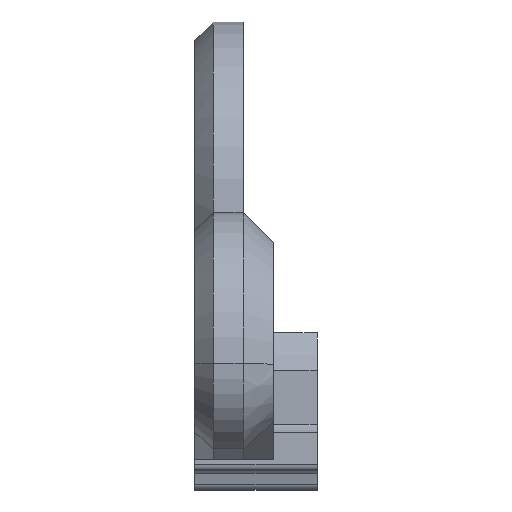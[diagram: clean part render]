
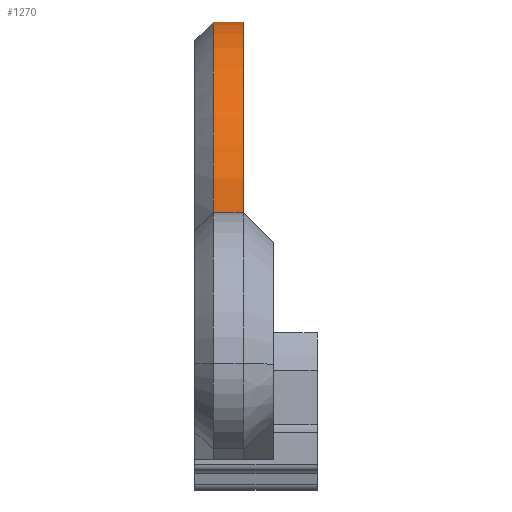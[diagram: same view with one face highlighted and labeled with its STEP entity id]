
A CAD part, front view. The second image highlights one B-rep face of the part: STEP entity #1270.
In plain terms, the highlighted cylindrical face has radius 8.25 mm (diameter 16.5 mm), a partial arc.
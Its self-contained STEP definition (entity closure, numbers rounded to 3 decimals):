
#24=CYLINDRICAL_SURFACE('',#1385,8.25);
#104=FACE_OUTER_BOUND('',#177,.T.);
#177=EDGE_LOOP('',(#999,#1000,#1001,#1002));
#270=CIRCLE('',#1378,8.25);
#271=CIRCLE('',#1386,8.25);
#351=LINE('',#2066,#472);
#354=LINE('',#2074,#475);
#472=VECTOR('',#1638,10.);
#475=VECTOR('',#1649,10.);
#553=VERTEX_POINT('',#1904);
#620=VERTEX_POINT('',#2052);
#621=VERTEX_POINT('',#2054);
#622=VERTEX_POINT('',#2072);
#758=EDGE_CURVE('',#621,#620,#270,.T.);
#762=EDGE_CURVE('',#553,#621,#351,.T.);
#765=EDGE_CURVE('',#622,#553,#271,.T.);
#766=EDGE_CURVE('',#622,#620,#354,.T.);
#999=ORIENTED_EDGE('',*,*,#758,.F.);
#1000=ORIENTED_EDGE('',*,*,#762,.F.);
#1001=ORIENTED_EDGE('',*,*,#765,.F.);
#1002=ORIENTED_EDGE('',*,*,#766,.T.);
#1270=ADVANCED_FACE('',(#104),#24,.T.);
#1378=AXIS2_PLACEMENT_3D('',#2058,#1625,#1626);
#1385=AXIS2_PLACEMENT_3D('',#2071,#1645,#1646);
#1386=AXIS2_PLACEMENT_3D('',#2073,#1647,#1648);
#1625=DIRECTION('center_axis',(-1.,0.,0.));
#1626=DIRECTION('ref_axis',(0.,1.,0.));
#1638=DIRECTION('',(-1.,0.,0.));
#1645=DIRECTION('center_axis',(1.,0.,0.));
#1646=DIRECTION('ref_axis',(0.,0.336,0.942));
#1647=DIRECTION('center_axis',(1.,0.,0.));
#1648=DIRECTION('ref_axis',(0.,-1.,0.));
#1649=DIRECTION('',(-1.,0.,0.));
#1904=CARTESIAN_POINT('',(-12.5,22.405,27.297));
#2052=CARTESIAN_POINT('',(-13.8,37.041,22.074));
#2054=CARTESIAN_POINT('',(-13.8,22.405,27.297));
#2058=CARTESIAN_POINT('Origin',(-13.8,30.655,27.298));
#2066=CARTESIAN_POINT('',(-14.9,22.405,27.297));
#2071=CARTESIAN_POINT('Origin',(-14.9,30.655,27.298));
#2072=CARTESIAN_POINT('',(-12.5,37.041,22.074));
#2073=CARTESIAN_POINT('Origin',(-12.5,30.655,27.298));
#2074=CARTESIAN_POINT('',(-14.9,37.041,22.074));
